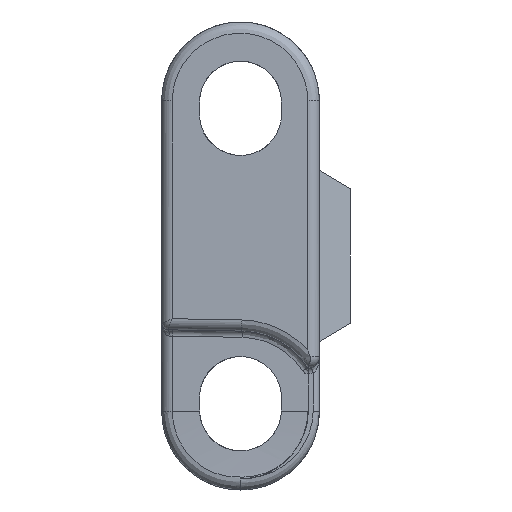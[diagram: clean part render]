
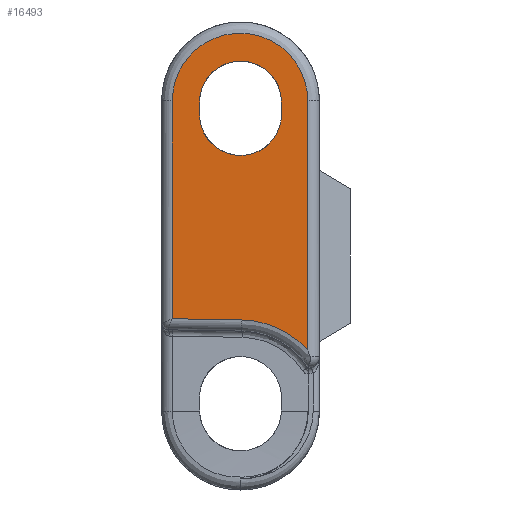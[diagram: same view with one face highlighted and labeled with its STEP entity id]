
A CAD part, left-side view. The second image highlights one B-rep face of the part: STEP entity #16493.
In plain terms, the highlighted planar face has unit normal (-0.999, 0.035, 0).
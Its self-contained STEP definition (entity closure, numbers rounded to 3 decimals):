
#322 = CARTESIAN_POINT ( 'NONE',  ( -41.995, -0.869, -5.054 ) ) ;
#338 = CARTESIAN_POINT ( 'NONE',  ( -41.995, -0.869, 23.4 ) ) ;
#357 = CARTESIAN_POINT ( 'NONE',  ( -42.186, -6.35, 8.1 ) ) ;
#1273 = EDGE_CURVE ( 'NONE', #27571, #26081, #18182, .T. ) ;
#2184 = CARTESIAN_POINT ( 'NONE',  ( -42.327, -10.385, -6.04 ) ) ;
#2344 = ORIENTED_EDGE ( 'NONE', *, *, #28550, .T. ) ;
#2714 = CARTESIAN_POINT ( 'NONE',  ( -42.408, -12.7, -1. ) ) ;
#2841 = CARTESIAN_POINT ( 'NONE',  ( -42.301, -9.65, 12.4 ) ) ;
#2993 = DIRECTION ( 'NONE',  ( 0., 0., -1. ) ) ;
#3009 = CARTESIAN_POINT ( 'NONE',  ( -42.375, -11.769, 12.5 ) ) ;
#3469 = CARTESIAN_POINT ( 'NONE',  ( -42.186, -6.35, 8.1 ) ) ;
#3825 = CARTESIAN_POINT ( 'NONE',  ( -42.19, -6.447, -5.151 ) ) ;
#3919 = CARTESIAN_POINT ( 'NONE',  ( -42.301, -9.65, 12.4 ) ) ;
#4905 = ORIENTED_EDGE ( 'NONE', *, *, #1273, .T. ) ;
#5083 = VERTEX_POINT ( 'NONE', #27402 ) ;
#5331 = CARTESIAN_POINT ( 'NONE',  ( -42.119, -4.417, 8.1 ) ) ;
#5464 = EDGE_CURVE ( 'NONE', #11387, #16282, #11517, .T. ) ;
#5543 = VECTOR ( 'NONE', #2993, 1000. ) ;
#6622 = CARTESIAN_POINT ( 'NONE',  ( -42.19, -6.447, -5.151 ) ) ;
#7449 = PLANE ( 'NONE',  #28798 ) ;
#8232 =( BOUNDED_CURVE ( )  B_SPLINE_CURVE ( 3, ( #30146, #14960, #338, #9195 ),
 .UNSPECIFIED., .F., .T. ) 
 B_SPLINE_CURVE_WITH_KNOTS ( ( 4, 4 ),
 ( 3.142, 6.283 ),
 .UNSPECIFIED. ) 
 CURVE ( )  GEOMETRIC_REPRESENTATION_ITEM ( )  RATIONAL_B_SPLINE_CURVE ( ( 1., 0.333, 0.333, 1. ) ) 
 REPRESENTATION_ITEM ( '' )  );
#8399 = LINE ( 'NONE', #14420, #17975 ) ;
#8466 = ORIENTED_EDGE ( 'NONE', *, *, #21013, .T. ) ;
#8467 = CARTESIAN_POINT ( 'NONE',  ( -42.071, -3.05, 12.4 ) ) ;
#8613 = CARTESIAN_POINT ( 'NONE',  ( -42.262, -8.508, -5.187 ) ) ;
#8617 = LINE ( 'NONE', #8467, #17170 ) ;
#8900 = CARTESIAN_POINT ( 'NONE',  ( -42.405, -12.626, -5.259 ) ) ;
#9014 = ORIENTED_EDGE ( 'NONE', *, *, #5464, .T. ) ;
#9156 = CARTESIAN_POINT ( 'NONE',  ( -42.375, -11.769, -7.568 ) ) ;
#9195 = CARTESIAN_POINT ( 'NONE',  ( -41.995, -0.869, 12.5 ) ) ;
#9424 = EDGE_CURVE ( 'NONE', #17518, #5083, #8232, .T. ) ;
#10634 = CARTESIAN_POINT ( 'NONE',  ( -41.995, -0.869, -18.9 ) ) ;
#11143 = VERTEX_POINT ( 'NONE', #13491 ) ;
#11387 = VERTEX_POINT ( 'NONE', #322 ) ;
#11517 = LINE ( 'NONE', #8900, #15366 ) ;
#11945 = ORIENTED_EDGE ( 'NONE', *, *, #13740, .T. ) ;
#12089 =( BOUNDED_CURVE ( )  B_SPLINE_CURVE ( 3, ( #25997, #5331, #23555, #28431 ),
 .UNSPECIFIED., .F., .T. ) 
 B_SPLINE_CURVE_WITH_KNOTS ( ( 4, 4 ),
 ( 4.712, 6.283 ),
 .UNSPECIFIED. ) 
 CURVE ( )  GEOMETRIC_REPRESENTATION_ITEM ( )  RATIONAL_B_SPLINE_CURVE ( ( 1., 0.805, 0.805, 1. ) ) 
 REPRESENTATION_ITEM ( '' )  );
#12481 = LINE ( 'NONE', #10634, #16553 ) ;
#13491 = CARTESIAN_POINT ( 'NONE',  ( -42.071, -3.05, 11.4 ) ) ;
#13725 = ORIENTED_EDGE ( 'NONE', *, *, #25452, .T. ) ;
#13740 = EDGE_CURVE ( 'NONE', #27280, #17518, #8399, .T. ) ;
#14321 = LINE ( 'NONE', #2841, #5543 ) ;
#14420 = CARTESIAN_POINT ( 'NONE',  ( -42.375, -11.769, -18.9 ) ) ;
#14960 = CARTESIAN_POINT ( 'NONE',  ( -42.375, -11.769, 23.4 ) ) ;
#15225 = ORIENTED_EDGE ( 'NONE', *, *, #9424, .T. ) ;
#15366 = VECTOR ( 'NONE', #20836, 1000. ) ;
#15560 = CARTESIAN_POINT ( 'NONE',  ( -42.254, -8.283, 8.1 ) ) ;
#15859 = EDGE_CURVE ( 'NONE', #16282, #27280, #19036, .T. ) ;
#16282 = VERTEX_POINT ( 'NONE', #3825 ) ;
#16493 = ADVANCED_FACE ( 'NONE', ( #30225, #19061 ), #7449, .T. ) ;
#16553 = VECTOR ( 'NONE', #24548, 1000. ) ;
#17170 = VECTOR ( 'NONE', #24836, 1000. ) ;
#17230 = CARTESIAN_POINT ( 'NONE',  ( -42.301, -9.65, 9.467 ) ) ;
#17518 = VERTEX_POINT ( 'NONE', #3009 ) ;
#17975 = VECTOR ( 'NONE', #19872, 1000. ) ;
#18182 =( BOUNDED_CURVE ( )  B_SPLINE_CURVE ( 3, ( #24436, #17230, #15560, #3469 ),
 .UNSPECIFIED., .F., .T. ) 
 B_SPLINE_CURVE_WITH_KNOTS ( ( 4, 4 ),
 ( 3.142, 4.712 ),
 .UNSPECIFIED. ) 
 CURVE ( )  GEOMETRIC_REPRESENTATION_ITEM ( )  RATIONAL_B_SPLINE_CURVE ( ( 1., 0.805, 0.805, 1. ) ) 
 REPRESENTATION_ITEM ( '' )  );
#18365 = EDGE_CURVE ( 'NONE', #11387, #5083, #12481, .T. ) ;
#19036 =( BOUNDED_CURVE ( )  B_SPLINE_CURVE ( 3, ( #6622, #8613, #2184, #30005 ),
 .UNSPECIFIED., .F., .T. ) 
 B_SPLINE_CURVE_WITH_KNOTS ( ( 4, 4 ),
 ( 1.588, 2.406 ),
 .UNSPECIFIED. ) 
 CURVE ( )  GEOMETRIC_REPRESENTATION_ITEM ( )  RATIONAL_B_SPLINE_CURVE ( ( 1., 0.945, 0.945, 1. ) ) 
 REPRESENTATION_ITEM ( '' )  );
#19061 = FACE_OUTER_BOUND ( 'NONE', #22054, .T. ) ;
#19839 = CARTESIAN_POINT ( 'NONE',  ( -42.071, -3.05, 12.4 ) ) ;
#19872 = DIRECTION ( 'NONE',  ( 0., 0., 1. ) ) ;
#20428 = ORIENTED_EDGE ( 'NONE', *, *, #21399, .T. ) ;
#20836 = DIRECTION ( 'NONE',  ( -0.035, -0.999, -0.017 ) ) ;
#20945 = VERTEX_POINT ( 'NONE', #27417 ) ;
#21013 = EDGE_CURVE ( 'NONE', #11143, #23294, #8617, .T. ) ;
#21053 = ORIENTED_EDGE ( 'NONE', *, *, #18365, .F. ) ;
#21211 = DIRECTION ( 'NONE',  ( -0.035, -0.999, 0. ) ) ;
#21399 = EDGE_CURVE ( 'NONE', #26081, #11143, #12089, .T. ) ;
#22054 = EDGE_LOOP ( 'NONE', ( #11945, #15225, #21053, #9014, #28985 ) ) ;
#22724 = EDGE_LOOP ( 'NONE', ( #13725, #2344, #4905, #20428, #8466 ) ) ;
#23294 = VERTEX_POINT ( 'NONE', #25682 ) ;
#23510 = DIRECTION ( 'NONE',  ( -0.999, 0.035, 0. ) ) ;
#23555 = CARTESIAN_POINT ( 'NONE',  ( -42.071, -3.05, 9.467 ) ) ;
#23881 =( BOUNDED_CURVE ( )  B_SPLINE_CURVE ( 3, ( #19839, #29154, #24888, #3919 ),
 .UNSPECIFIED., .F., .T. ) 
 B_SPLINE_CURVE_WITH_KNOTS ( ( 4, 4 ),
 ( 0., 3.142 ),
 .UNSPECIFIED. ) 
 CURVE ( )  GEOMETRIC_REPRESENTATION_ITEM ( )  RATIONAL_B_SPLINE_CURVE ( ( 1., 0.333, 0.333, 1. ) ) 
 REPRESENTATION_ITEM ( '' )  );
#24436 = CARTESIAN_POINT ( 'NONE',  ( -42.301, -9.65, 11.4 ) ) ;
#24548 = DIRECTION ( 'NONE',  ( 0., 0., 1. ) ) ;
#24836 = DIRECTION ( 'NONE',  ( 0., 0., 1. ) ) ;
#24888 = CARTESIAN_POINT ( 'NONE',  ( -42.301, -9.65, 19. ) ) ;
#25342 = CARTESIAN_POINT ( 'NONE',  ( -42.301, -9.65, 11.4 ) ) ;
#25452 = EDGE_CURVE ( 'NONE', #23294, #20945, #23881, .T. ) ;
#25682 = CARTESIAN_POINT ( 'NONE',  ( -42.071, -3.05, 12.4 ) ) ;
#25997 = CARTESIAN_POINT ( 'NONE',  ( -42.186, -6.35, 8.1 ) ) ;
#26081 = VERTEX_POINT ( 'NONE', #357 ) ;
#27280 = VERTEX_POINT ( 'NONE', #9156 ) ;
#27402 = CARTESIAN_POINT ( 'NONE',  ( -41.995, -0.869, 12.5 ) ) ;
#27417 = CARTESIAN_POINT ( 'NONE',  ( -42.301, -9.65, 12.4 ) ) ;
#27571 = VERTEX_POINT ( 'NONE', #25342 ) ;
#28431 = CARTESIAN_POINT ( 'NONE',  ( -42.071, -3.05, 11.4 ) ) ;
#28550 = EDGE_CURVE ( 'NONE', #20945, #27571, #14321, .T. ) ;
#28798 = AXIS2_PLACEMENT_3D ( 'NONE', #2714, #23510, #21211 ) ;
#28985 = ORIENTED_EDGE ( 'NONE', *, *, #15859, .T. ) ;
#29154 = CARTESIAN_POINT ( 'NONE',  ( -42.071, -3.05, 19. ) ) ;
#30005 = CARTESIAN_POINT ( 'NONE',  ( -42.375, -11.769, -7.568 ) ) ;
#30146 = CARTESIAN_POINT ( 'NONE',  ( -42.375, -11.769, 12.5 ) ) ;
#30225 = FACE_BOUND ( 'NONE', #22724, .T. ) ;
